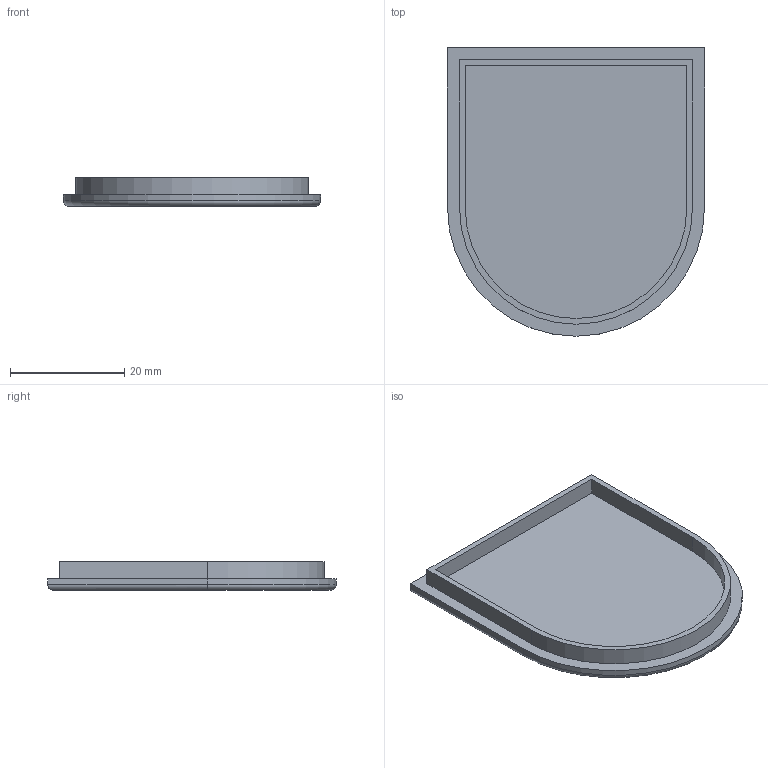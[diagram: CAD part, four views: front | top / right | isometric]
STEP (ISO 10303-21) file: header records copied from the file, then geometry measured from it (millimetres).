
FILE_DESCRIPTION(('STEP AP203'), '1');
FILE_NAME('part3', '', ('UNSPECIFIED'), ('UNSPECIFIED'), 'ASCON STEP Converter 1.6', 'ASCON Math Kernel', '');
FILE_SCHEMA(('CONFIG_CONTROL_DESIGN'));
Length unit declared in the file: millimetre
Bounding box: 45 x 50.5 x 5 mm (x, y, z)
Volume: 4533.3 mm3; surface area: 5298.3 mm2
Topology: 1 solids, 1 shells, 20 faces, 44 edges, 28 vertices
Faces by surface type: plane 13, cylinder 6, torus 1
Entity records: 740 total; most frequent: CARTESIAN_POINT 99, DIRECTION 93, ORIENTED_EDGE 88, EDGE_CURVE 44, LINE 33, VECTOR 33, AXIS2_PLACEMENT_3D 30, VERTEX_POINT 28
